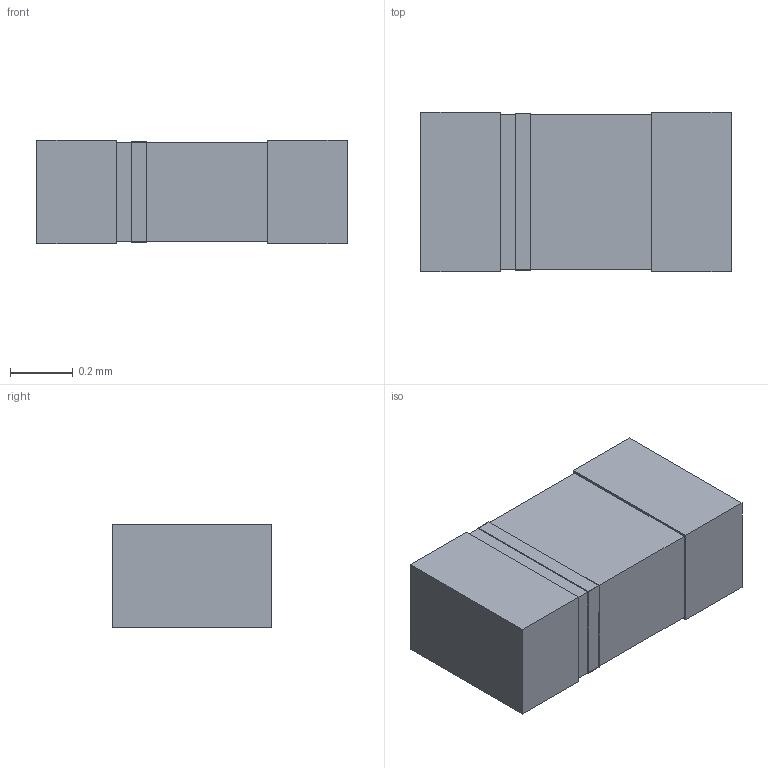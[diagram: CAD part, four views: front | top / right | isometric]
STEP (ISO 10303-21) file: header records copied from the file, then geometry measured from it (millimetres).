
FILE_DESCRIPTION(('STEP AP214'),'1');
FILE_NAME('DIO_RB161QS_ROM','2025-05-05T05:45:05',(''),(''),'','','');
FILE_SCHEMA(('AUTOMOTIVE_DESIGN'));
Length unit declared in the file: millimetre
Products named in the file (1): product
Bounding box: 0.99 x 0.51 x 0.33 mm (x, y, z)
Volume: 0.2 mm3; surface area: 2.8 mm2
Topology: 4 solids, 4 shells, 30 faces, 64 edges, 40 vertices
Faces by surface type: plane 30
Entity records: 1832 total; most frequent: ORIENTED_EDGE 256, DIRECTION 252, CARTESIAN_POINT 142, EDGE_CURVE 128, LINE 128, VECTOR 128, VERTEX_POINT 80, AXIS2_PLACEMENT_3D 62
